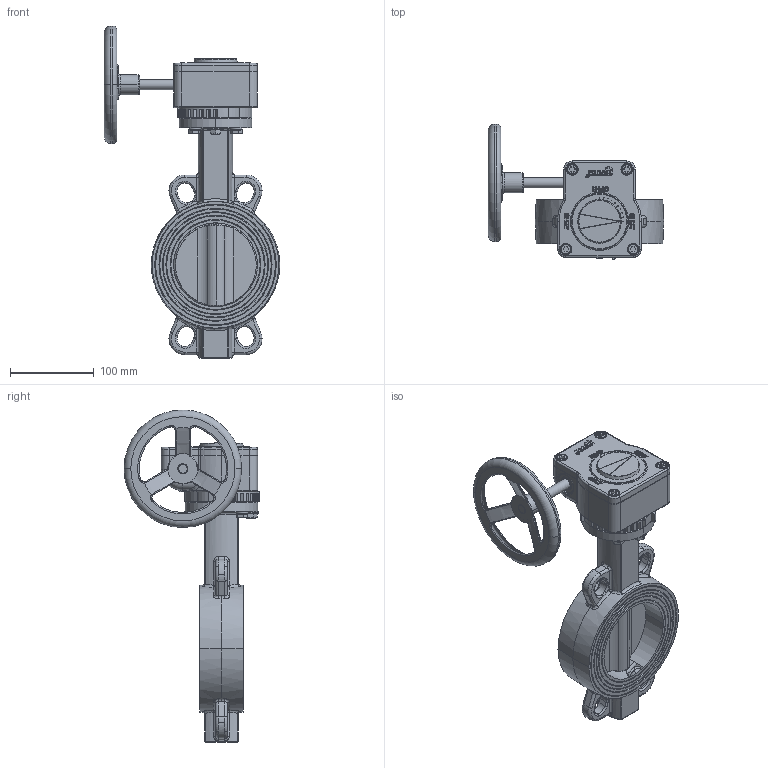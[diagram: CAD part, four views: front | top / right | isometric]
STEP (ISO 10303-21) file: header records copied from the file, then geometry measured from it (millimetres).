
FILE_DESCRIPTION(('HOOPS Exchange Step'),'2;1');
FILE_NAME('AK0813_DN100.stp','2025-08-26T15:28:39+02:00',('nieru'),('Unknown organisation'),'HOOPS Exchange 2024.2','HOOPS Exchange','Unknown authorisation');
FILE_SCHEMA( ('AP203_CONFIGURATION_CONTROLLED_3D_DESIGN_OF_MECHANICAL_PARTS_AND_ASSEMBLIES_MIM_LF') );
Length unit declared in the file: millimetre
Products named in the file (3): 0; root
Assembly tree (2 placements, depth 3):
  root
    0
      0
Bounding box: 209 x 161.79 x 395.5 mm (x, y, z)
Volume: 1611123.3 mm3; surface area: 331503.7 mm2
Topology: 26 solids, 26 shells, 3225 faces, 7799 edges, 4638 vertices
Faces by surface type: cylinder 1077, bspline 960, plane 722, torus 276, cone 171, sphere 19
Full cylindrical faces by diameter (mm): 7 x4, 7.258 x4, 7.984 x4, 12 x5, 12.8 x4, 13.996 x1, 14.517 x4, 16.569 x1, 17.2 x1, 19.719 x1, 20 x1, 24.305 x1, 26.365 x1, 27.029 x1, 43 x1, 52 x1
Entity records: 238373 total; most frequent: CARTESIAN_POINT 168898, ORIENTED_EDGE 15460, DIRECTION 12811, EDGE_CURVE 7730, AXIS2_PLACEMENT_3D 4990, VERTEX_POINT 4638, EDGE_LOOP 3440, FACE_BOUND 3440
